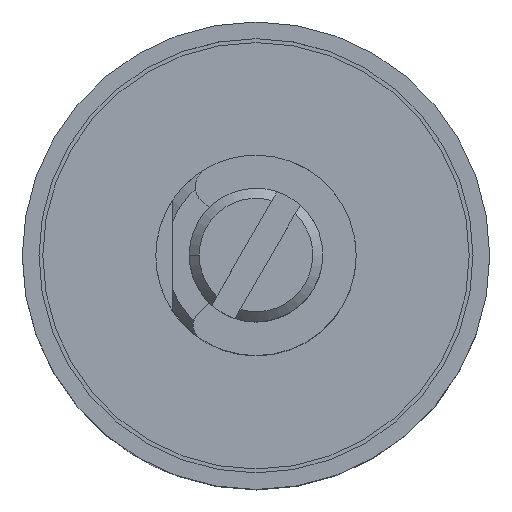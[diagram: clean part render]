
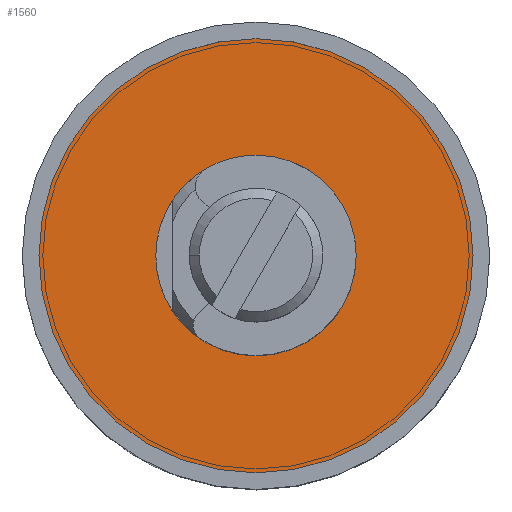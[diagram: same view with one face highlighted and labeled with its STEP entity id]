
A CAD part, top view. The second image highlights one B-rep face of the part: STEP entity #1560.
In plain terms, the highlighted planar face has unit normal (0, 0, 1).
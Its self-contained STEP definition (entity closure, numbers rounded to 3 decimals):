
#473 = DIRECTION ( 'NONE',  ( 0., 0., 1. ) ) ;
#525 = DIRECTION ( 'NONE',  ( 0., 0., -1. ) ) ;
#1018 = DIRECTION ( 'NONE',  ( -1., 0., 0. ) ) ;
#1560 = ADVANCED_FACE ( 'NONE', ( #7619, #11739 ), #7205, .T. ) ;
#1789 = ORIENTED_EDGE ( 'NONE', *, *, #10418, .T. ) ;
#2350 = DIRECTION ( 'NONE',  ( 1., 0., 0. ) ) ;
#2359 = CIRCLE ( 'NONE', #2651, 3. ) ;
#2476 = DIRECTION ( 'NONE',  ( -1., 0., 0. ) ) ;
#2651 = AXIS2_PLACEMENT_3D ( 'NONE', #4930, #6722, #1018 ) ;
#2677 = EDGE_LOOP ( 'NONE', ( #1789, #10598 ) ) ;
#3469 = CARTESIAN_POINT ( 'NONE',  ( 3., 0., 0.5 ) ) ;
#3503 = VERTEX_POINT ( 'NONE', #12122 ) ;
#4488 = CARTESIAN_POINT ( 'NONE',  ( 0., 0., 0.5 ) ) ;
#4655 = AXIS2_PLACEMENT_3D ( 'NONE', #7175, #525, #2476 ) ;
#4930 = CARTESIAN_POINT ( 'NONE',  ( 0., 0., 0.5 ) ) ;
#5066 = VERTEX_POINT ( 'NONE', #8998 ) ;
#5690 = ORIENTED_EDGE ( 'NONE', *, *, #7385, .T. ) ;
#5696 = CARTESIAN_POINT ( 'NONE',  ( -3., 0., 0.5 ) ) ;
#5999 = DIRECTION ( 'NONE',  ( 0., 0., 1. ) ) ;
#6173 = ORIENTED_EDGE ( 'NONE', *, *, #8433, .T. ) ;
#6527 = CIRCLE ( 'NONE', #9501, 6.5 ) ;
#6636 = CARTESIAN_POINT ( 'NONE',  ( 3., 0., 0.5 ) ) ;
#6722 = DIRECTION ( 'NONE',  ( 0., 0., -1. ) ) ;
#7175 = CARTESIAN_POINT ( 'NONE',  ( 0., 0., 0.5 ) ) ;
#7205 = PLANE ( 'NONE',  #8793 ) ;
#7385 = EDGE_CURVE ( 'NONE', #11888, #8466, #11317, .T. ) ;
#7619 = FACE_BOUND ( 'NONE', #8352, .T. ) ;
#7824 = CIRCLE ( 'NONE', #9273, 6.5 ) ;
#8085 = DIRECTION ( 'NONE',  ( 0., 0., 1. ) ) ;
#8352 = EDGE_LOOP ( 'NONE', ( #6173, #5690 ) ) ;
#8433 = EDGE_CURVE ( 'NONE', #8466, #11888, #2359, .T. ) ;
#8466 = VERTEX_POINT ( 'NONE', #5696 ) ;
#8793 = AXIS2_PLACEMENT_3D ( 'NONE', #3469, #473, #2350 ) ;
#8998 = CARTESIAN_POINT ( 'NONE',  ( -6.5, 0., 0.5 ) ) ;
#9273 = AXIS2_PLACEMENT_3D ( 'NONE', #4488, #8085, #9947 ) ;
#9299 = EDGE_CURVE ( 'NONE', #5066, #3503, #6527, .T. ) ;
#9501 = AXIS2_PLACEMENT_3D ( 'NONE', #9713, #5999, #10706 ) ;
#9713 = CARTESIAN_POINT ( 'NONE',  ( 0., 0., 0.5 ) ) ;
#9947 = DIRECTION ( 'NONE',  ( 1., 0., 0. ) ) ;
#10418 = EDGE_CURVE ( 'NONE', #3503, #5066, #7824, .T. ) ;
#10598 = ORIENTED_EDGE ( 'NONE', *, *, #9299, .T. ) ;
#10706 = DIRECTION ( 'NONE',  ( 1., 0., 0. ) ) ;
#11317 = CIRCLE ( 'NONE', #4655, 3. ) ;
#11739 = FACE_OUTER_BOUND ( 'NONE', #2677, .T. ) ;
#11888 = VERTEX_POINT ( 'NONE', #6636 ) ;
#12122 = CARTESIAN_POINT ( 'NONE',  ( 6.5, 0., 0.5 ) ) ;
